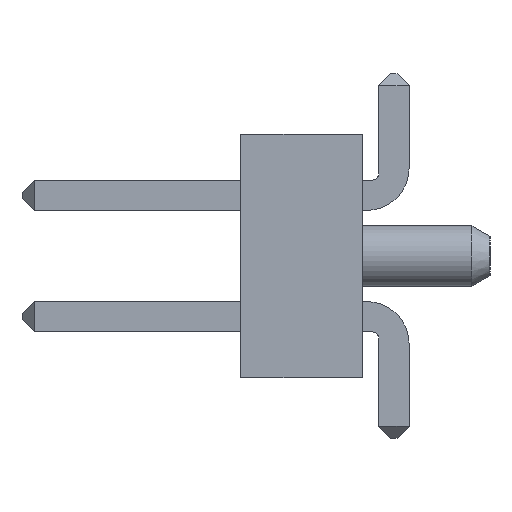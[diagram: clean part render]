
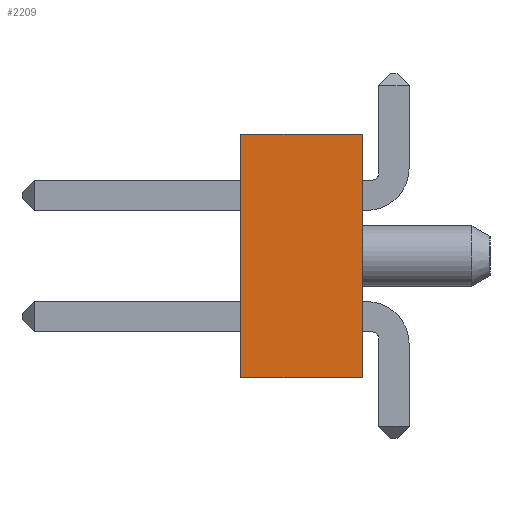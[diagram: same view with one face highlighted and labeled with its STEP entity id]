
A CAD part, left-side view. The second image highlights one B-rep face of the part: STEP entity #2209.
In plain terms, the highlighted planar face has unit normal (-1, 0, 0).
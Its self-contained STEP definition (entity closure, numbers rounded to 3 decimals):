
#296=ORIENTED_EDGE('',*,*,#847,.T.);
#297=ORIENTED_EDGE('',*,*,#890,.F.);
#298=ORIENTED_EDGE('',*,*,#719,.F.);
#299=ORIENTED_EDGE('',*,*,#888,.T.);
#719=EDGE_CURVE('',#1017,#1018,#1215,.T.);
#847=EDGE_CURVE('',#1143,#1145,#1341,.T.);
#888=EDGE_CURVE('',#1017,#1143,#1382,.T.);
#890=EDGE_CURVE('',#1018,#1145,#1384,.T.);
#1017=VERTEX_POINT('',#3060);
#1018=VERTEX_POINT('',#3062);
#1143=VERTEX_POINT('',#3313);
#1145=VERTEX_POINT('',#3317);
#1215=LINE('',#3061,#1503);
#1341=LINE('',#3318,#1629);
#1382=LINE('',#3400,#1670);
#1384=LINE('',#3403,#1672);
#1503=VECTOR('',#2489,1000.);
#1629=VECTOR('',#2621,1000.);
#1670=VECTOR('',#2664,1000.);
#1672=VECTOR('',#2668,1000.);
#1835=EDGE_LOOP('',(#296,#297,#298,#299));
#1991=FACE_BOUND('',#1835,.T.);
#2105=PLANE('',#2348);
#2209=ADVANCED_FACE('',(#1991),#2105,.F.);
#2348=AXIS2_PLACEMENT_3D('',#3402,#2666,#2667);
#2489=DIRECTION('',(0.,0.,1.));
#2621=DIRECTION('',(0.,0.,1.));
#2664=DIRECTION('',(0.,-1.,0.));
#2666=DIRECTION('',(1.,0.,0.));
#2667=DIRECTION('',(0.,0.,-1.));
#2668=DIRECTION('',(0.,-1.,0.));
#3060=CARTESIAN_POINT('',(0.,2.,-2.));
#3061=CARTESIAN_POINT('',(0.,2.,-2.));
#3062=CARTESIAN_POINT('',(0.,2.,2.));
#3313=CARTESIAN_POINT('',(0.,0.,-2.));
#3317=CARTESIAN_POINT('',(0.,0.,2.));
#3318=CARTESIAN_POINT('',(0.,0.,-2.));
#3400=CARTESIAN_POINT('',(0.,2.,-2.));
#3402=CARTESIAN_POINT('',(0.,2.,-2.));
#3403=CARTESIAN_POINT('',(0.,2.,2.));
